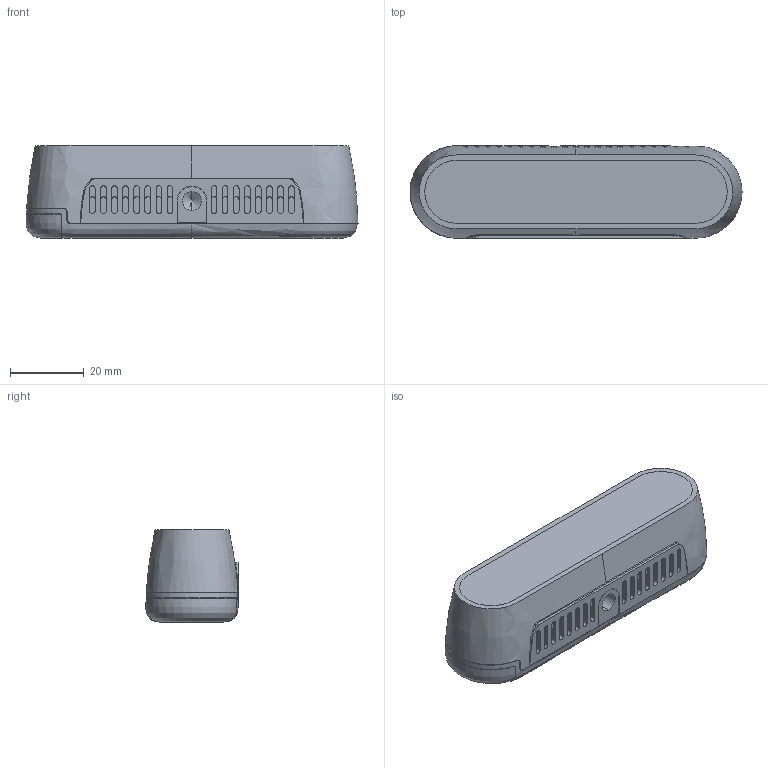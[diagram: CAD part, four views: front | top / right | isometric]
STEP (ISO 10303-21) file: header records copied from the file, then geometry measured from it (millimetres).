
FILE_DESCRIPTION (( 'STEP AP203' ), '1' );
FILE_NAME ('IntelRealsense_D435_Multibody_Default_sldprt.STEP', '2020-11-13T20:12:39', ( '' ), ( '' ), 'SwSTEP 2.0', 'SolidWorks 2019', '' );
FILE_SCHEMA (( 'CONFIG_CONTROL_DESIGN' ));
Length unit declared in the file: millimetre
Products named in the file (1): IntelRealsense_D435_Multibody_Default_sldprt
Bounding box: 90 x 25.01 x 25 mm (x, y, z)
Volume: 44825 mm3; surface area: 21639.7 mm2
Topology: 8 solids, 8 shells, 562 faces, 1441 edges, 947 vertices
Faces by surface type: cylinder 280, plane 244, bspline 18, cone 12, sphere 8
Entity records: 20779 total; most frequent: CARTESIAN_POINT 6964, ORIENTED_EDGE 2870, DIRECTION 2848, EDGE_CURVE 1435, AXIS2_PLACEMENT_3D 1058, VERTEX_POINT 947, VECTOR 732, LINE 732
